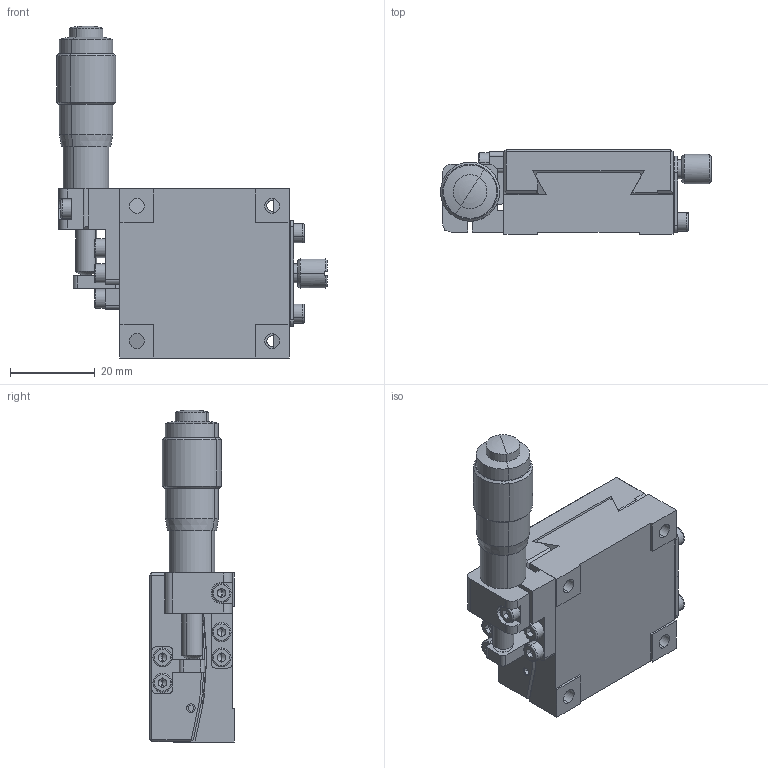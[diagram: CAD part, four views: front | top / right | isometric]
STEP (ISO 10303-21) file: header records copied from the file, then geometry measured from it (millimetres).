
FILE_DESCRIPTION (( 'STEP AP203' ), '1' );
FILE_NAME ('GCM-G40M60L.STEP', '2019-01-17T06:47:24', ( 'thl' ), ( '' ), 'SwSTEP 2.0', 'SolidWorks 2015', '' );
FILE_SCHEMA (( 'CONFIG_CONTROL_DESIGN' ));
Length unit declared in the file: millimetre
Products named in the file (1): GCM-G40M60L
Bounding box: 64.09 x 20 x 78.53 mm (x, y, z)
Surface area: 16298.8 mm2 (no closed solid volume)
Topology: 0 solids, 23 shells, 462 faces, 1512 edges, 1009 vertices
Faces by surface type: plane 272, cylinder 134, cone 36, torus 18, sphere 2
Entity records: 17015 total; most frequent: CARTESIAN_POINT 3665, DIRECTION 2858, ORIENTED_EDGE 2536, EDGE_CURVE 1496, VERTEX_POINT 1009, AXIS2_PLACEMENT_3D 996, VECTOR 866, LINE 866
